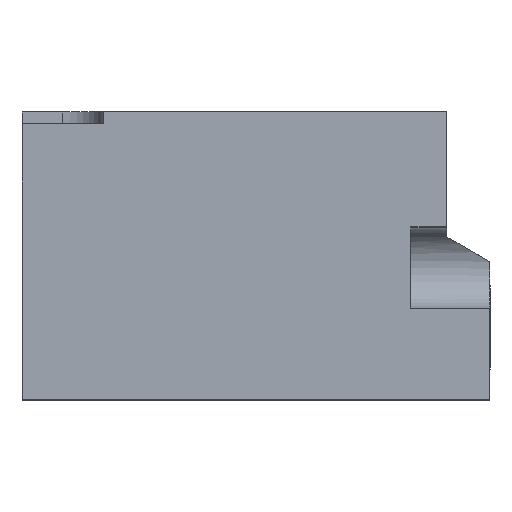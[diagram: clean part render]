
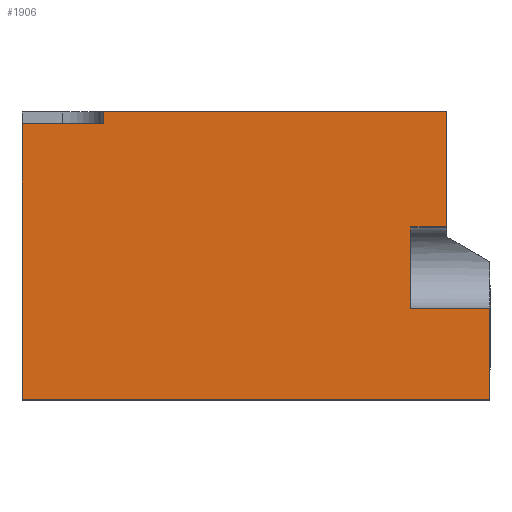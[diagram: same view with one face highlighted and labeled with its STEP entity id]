
A CAD part, top view. The second image highlights one B-rep face of the part: STEP entity #1906.
In plain terms, the highlighted planar face has unit normal (0, 0, 1).
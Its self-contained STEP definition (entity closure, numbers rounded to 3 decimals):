
#87=PLANE('',#2095);
#191=FACE_OUTER_BOUND('',#295,.T.);
#295=EDGE_LOOP('',(#1454,#1455,#1456,#1457,#1458,#1459,#1460,#1461,#1462,
#1463));
#413=LINE('',#2840,#594);
#430=LINE('',#2878,#611);
#432=LINE('',#2884,#613);
#433=LINE('',#2886,#614);
#434=LINE('',#2887,#615);
#435=LINE('',#2889,#616);
#436=LINE('',#2891,#617);
#437=LINE('',#2893,#618);
#438=LINE('',#2895,#619);
#439=LINE('',#2896,#620);
#594=VECTOR('',#2362,3.8);
#611=VECTOR('',#2385,4.8);
#613=VECTOR('',#2393,3.3);
#614=VECTOR('',#2394,3.4);
#615=VECTOR('',#2395,1.5);
#616=VECTOR('',#2396,14.3);
#617=VECTOR('',#2397,0.5);
#618=VECTOR('',#2398,3.4);
#619=VECTOR('',#2399,11.5);
#620=VECTOR('',#2400,19.5);
#874=VERTEX_POINT('',#2837);
#875=VERTEX_POINT('',#2839);
#892=VERTEX_POINT('',#2875);
#893=VERTEX_POINT('',#2877);
#894=VERTEX_POINT('',#2883);
#895=VERTEX_POINT('',#2885);
#896=VERTEX_POINT('',#2888);
#897=VERTEX_POINT('',#2890);
#898=VERTEX_POINT('',#2892);
#899=VERTEX_POINT('',#2894);
#1093=EDGE_CURVE('',#875,#874,#413,.T.);
#1112=EDGE_CURVE('',#893,#892,#430,.T.);
#1115=EDGE_CURVE('',#894,#874,#432,.T.);
#1116=EDGE_CURVE('',#894,#895,#433,.T.);
#1117=EDGE_CURVE('',#895,#893,#434,.T.);
#1118=EDGE_CURVE('',#892,#896,#435,.T.);
#1119=EDGE_CURVE('',#897,#896,#436,.T.);
#1120=EDGE_CURVE('',#898,#897,#437,.T.);
#1121=EDGE_CURVE('',#899,#898,#438,.T.);
#1122=EDGE_CURVE('',#899,#875,#439,.T.);
#1454=ORIENTED_EDGE('',*,*,#1093,.T.);
#1455=ORIENTED_EDGE('',*,*,#1115,.F.);
#1456=ORIENTED_EDGE('',*,*,#1116,.T.);
#1457=ORIENTED_EDGE('',*,*,#1117,.T.);
#1458=ORIENTED_EDGE('',*,*,#1112,.T.);
#1459=ORIENTED_EDGE('',*,*,#1118,.T.);
#1460=ORIENTED_EDGE('',*,*,#1119,.F.);
#1461=ORIENTED_EDGE('',*,*,#1120,.F.);
#1462=ORIENTED_EDGE('',*,*,#1121,.F.);
#1463=ORIENTED_EDGE('',*,*,#1122,.T.);
#1906=ADVANCED_FACE('',(#191),#87,.T.);
#2095=AXIS2_PLACEMENT_3D('',#2882,#2391,#2392);
#2362=DIRECTION('',(0.,1.,0.));
#2385=DIRECTION('',(0.,1.,0.));
#2391=DIRECTION('center_axis',(0.,0.,1.));
#2392=DIRECTION('ref_axis',(1.,0.,0.));
#2393=DIRECTION('',(1.,0.,0.));
#2394=DIRECTION('',(0.,1.,0.));
#2395=DIRECTION('',(1.,0.,0.));
#2396=DIRECTION('',(-1.,0.,0.));
#2397=DIRECTION('',(0.,1.,0.));
#2398=DIRECTION('',(1.,0.,0.));
#2399=DIRECTION('',(0.,1.,0.));
#2400=DIRECTION('',(1.,0.,0.));
#2837=CARTESIAN_POINT('',(14.5,3.8,5.));
#2839=CARTESIAN_POINT('',(14.5,0.,5.));
#2840=CARTESIAN_POINT('',(14.5,0.,5.));
#2875=CARTESIAN_POINT('',(12.7,12.,5.));
#2877=CARTESIAN_POINT('',(12.7,7.2,5.));
#2878=CARTESIAN_POINT('',(12.7,7.2,5.));
#2882=CARTESIAN_POINT('Origin',(0.,0.,5.));
#2883=CARTESIAN_POINT('',(11.2,3.8,5.));
#2884=CARTESIAN_POINT('',(11.2,3.8,5.));
#2885=CARTESIAN_POINT('',(11.2,7.2,5.));
#2886=CARTESIAN_POINT('',(11.2,3.8,5.));
#2887=CARTESIAN_POINT('',(11.2,7.2,5.));
#2888=CARTESIAN_POINT('',(-1.6,12.,5.));
#2889=CARTESIAN_POINT('',(12.7,12.,5.));
#2890=CARTESIAN_POINT('',(-1.6,11.5,5.));
#2891=CARTESIAN_POINT('',(-1.6,11.5,5.));
#2892=CARTESIAN_POINT('',(-5.,11.5,5.));
#2893=CARTESIAN_POINT('',(-5.,11.5,5.));
#2894=CARTESIAN_POINT('',(-5.,0.,5.));
#2895=CARTESIAN_POINT('',(-5.,0.,5.));
#2896=CARTESIAN_POINT('',(-5.,0.,5.));
